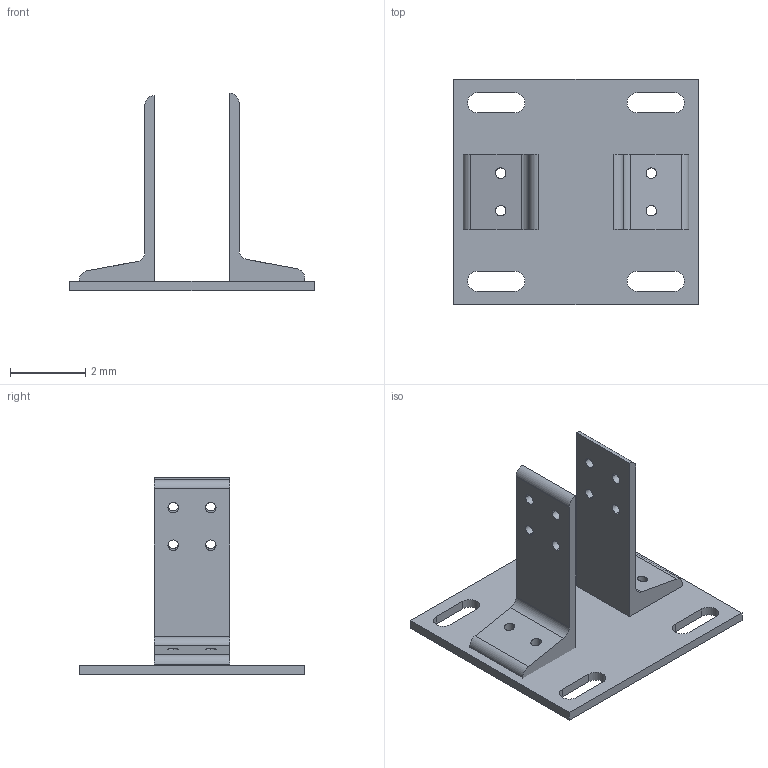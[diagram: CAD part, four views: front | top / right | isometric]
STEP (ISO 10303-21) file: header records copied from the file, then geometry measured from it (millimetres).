
FILE_DESCRIPTION((''),'2;1');
FILE_NAME('10FF5823.stp','2015-07-07T13:47:01',(''),(''),'Mechanical Desktop 2011','Mechanical Desktop 2011',', , ');
FILE_SCHEMA(('CONFIG_CONTROL_DESIGN'));
Length unit declared in the file: millimetre
Products named in the file (1): Product
Bounding box: 6.5 x 6 x 5.25 mm (x, y, z)
Volume: 16.8 mm3; surface area: 146.1 mm2
Topology: 3 solids, 3 shells, 86 faces, 232 edges, 152 vertices
Faces by surface type: cylinder 46, plane 32, cone 8
Entity records: 2911 total; most frequent: DIRECTION 514, CARTESIAN_POINT 471, ORIENTED_EDGE 464, EDGE_CURVE 232, AXIS2_PLACEMENT_3D 195, VERTEX_POINT 152, EDGE_LOOP 126, VECTOR 124
